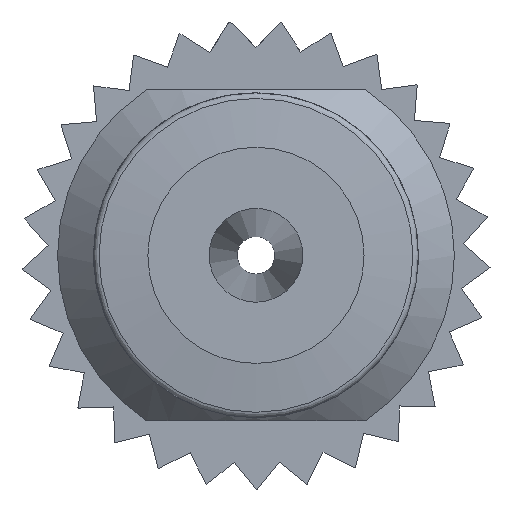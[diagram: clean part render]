
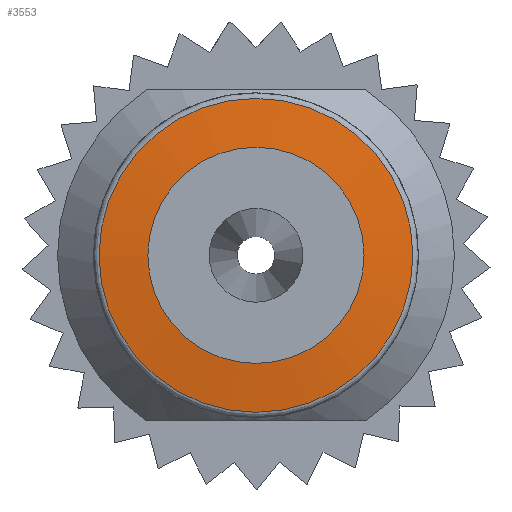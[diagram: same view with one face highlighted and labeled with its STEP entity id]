
A CAD part, front view. The second image highlights one B-rep face of the part: STEP entity #3553.
In plain terms, the highlighted conical face has half-angle 83.443 degrees and reference radius 2.6 mm.
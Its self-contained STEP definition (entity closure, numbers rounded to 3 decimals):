
#518=CONICAL_SURFACE('',#3789,2.6,1.456);
#601=CIRCLE('',#3783,2.511);
#604=CIRCLE('',#3788,1.73);
#1002=ORIENTED_EDGE('',*,*,#1685,.F.);
#1003=ORIENTED_EDGE('',*,*,#1682,.T.);
#1682=EDGE_CURVE('',#1993,#1993,#601,.T.);
#1685=EDGE_CURVE('',#1996,#1996,#604,.T.);
#1993=VERTEX_POINT('',#5435);
#1996=VERTEX_POINT('',#5443);
#2171=EDGE_LOOP('',(#1002));
#2172=EDGE_LOOP('',(#1003));
#2345=FACE_BOUND('',#2171,.T.);
#2346=FACE_BOUND('',#2172,.T.);
#3553=ADVANCED_FACE('',(#2345,#2346),#518,.T.);
#3783=AXIS2_PLACEMENT_3D('',#5434,#4304,#4305);
#3788=AXIS2_PLACEMENT_3D('',#5442,#4314,#4315);
#3789=AXIS2_PLACEMENT_3D('',#5444,#4316,#4317);
#4304=DIRECTION('',(0.,-1.,0.));
#4305=DIRECTION('',(0.,0.,-1.));
#4314=DIRECTION('',(0.,-1.,0.));
#4315=DIRECTION('',(0.,0.,-1.));
#4316=DIRECTION('',(0.,1.,0.));
#4317=DIRECTION('',(0.,0.,1.));
#5434=CARTESIAN_POINT('',(0.,0.09,0.));
#5435=CARTESIAN_POINT('',(0.,0.09,-2.511));
#5442=CARTESIAN_POINT('',(0.,0.,0.));
#5443=CARTESIAN_POINT('',(0.,0.,-1.73));
#5444=CARTESIAN_POINT('',(0.,0.1,0.));
